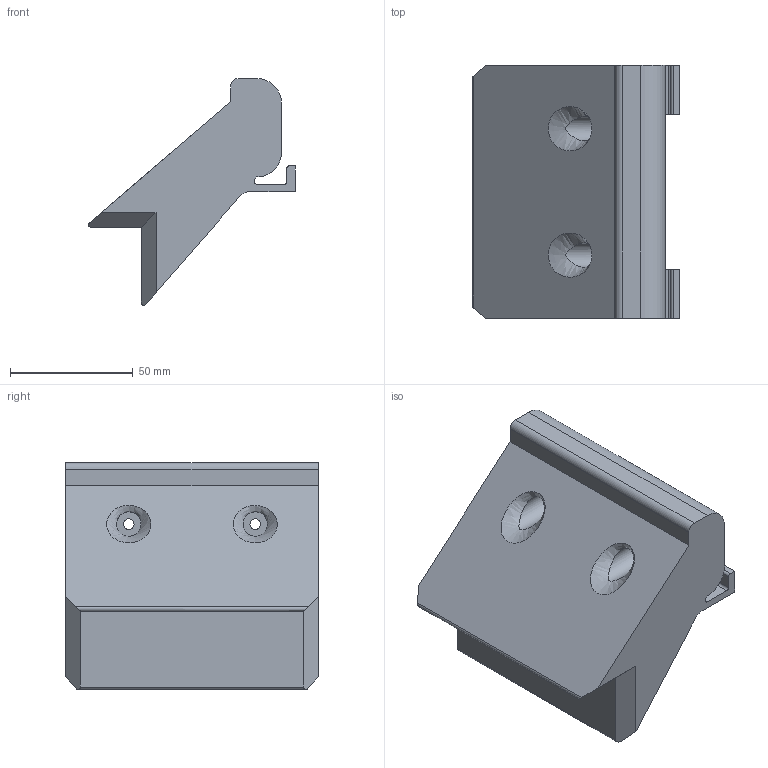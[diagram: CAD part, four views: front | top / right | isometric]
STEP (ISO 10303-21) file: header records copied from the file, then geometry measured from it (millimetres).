
FILE_DESCRIPTION(/* description */ (''),/* implementation_level */ '2;1');
FILE_NAME(/* name */ 'UPS Support Bracket.step',/* time_stamp */ '2025-09-18T14:35:08+12:00',/* author */ (''),/* organization */ (''),/* preprocessor_version */ 'ST-DEVELOPER v20.1',/* originating_system */ 'Autodesk Translation Framework v14.17.0.0',/* authorisation */ '');
FILE_SCHEMA (('AUTOMOTIVE_DESIGN { 1 0 10303 214 3 1 1 }'));
Length unit declared in the file: millimetre
Products named in the file (1): UPS Support Bracket
Bounding box: 84.27 x 103 x 92.46 mm (x, y, z)
Volume: 288712.4 mm3; surface area: 36902.8 mm2
Topology: 1 solids, 1 shells, 46 faces, 122 edges, 80 vertices
Faces by surface type: plane 27, cylinder 17, bspline 2
Full cylindrical faces by diameter (mm): 4.3 x2, 10 x2
Entity records: 1767 total; most frequent: CARTESIAN_POINT 549, ORIENTED_EDGE 244, DIRECTION 240, EDGE_CURVE 122, LINE 86, VECTOR 86, VERTEX_POINT 80, AXIS2_PLACEMENT_3D 77
